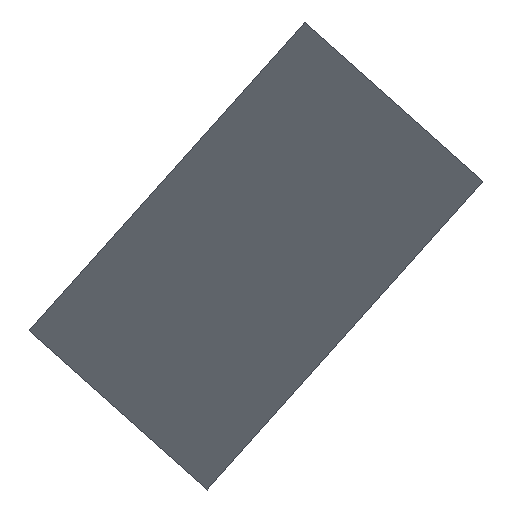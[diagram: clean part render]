
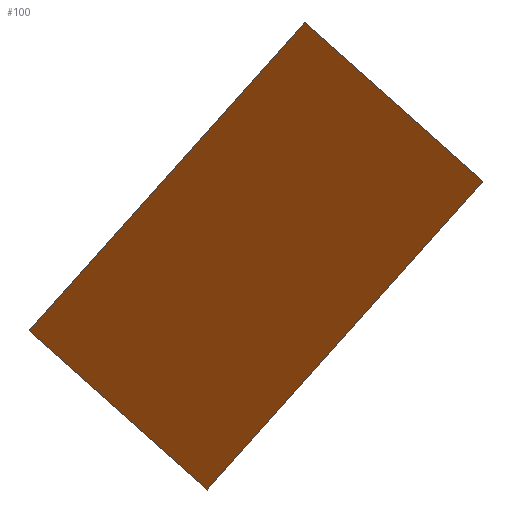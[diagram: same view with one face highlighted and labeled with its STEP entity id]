
A CAD part, front view. The second image highlights one B-rep face of the part: STEP entity #100.
In plain terms, the highlighted planar face has unit normal (-0.611, -0.399, -0.684).
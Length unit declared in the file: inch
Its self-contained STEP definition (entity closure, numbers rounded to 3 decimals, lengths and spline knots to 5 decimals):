
#14=FACE_OUTER_BOUND($,#20,.T.);
#20=EDGE_LOOP($,(#70,#71,#72,#73));
#26=LINE($,#145,#38);
#27=LINE($,#147,#39);
#28=LINE($,#149,#40);
#29=LINE($,#150,#41);
#38=VECTOR($,#119,0.21759);
#39=VECTOR($,#120,0.05);
#40=VECTOR($,#121,0.21759);
#41=VECTOR($,#122,0.05);
#50=VERTEX_POINT($,#143);
#51=VERTEX_POINT($,#144);
#52=VERTEX_POINT($,#146);
#53=VERTEX_POINT($,#148);
#58=EDGE_CURVE($,#50,#51,#26,.T.);
#59=EDGE_CURVE($,#51,#52,#27,.T.);
#60=EDGE_CURVE($,#53,#52,#28,.T.);
#61=EDGE_CURVE($,#50,#53,#29,.T.);
#70=ORIENTED_EDGE($,*,*,#58,.T.);
#71=ORIENTED_EDGE($,*,*,#59,.T.);
#72=ORIENTED_EDGE($,*,*,#60,.F.);
#73=ORIENTED_EDGE($,*,*,#61,.F.);
#94=PLANE($,#109);
#100=ADVANCED_FACE($,(#14),#94,.T.);
#109=AXIS2_PLACEMENT_3D($,#142,#117,#118);
#117=DIRECTION('center_axis',(-0.611,-0.399,-0.684));
#118=DIRECTION('ref_axis',(-0.266,0.917,-0.297));
#119=DIRECTION($,(-0.266,0.917,-0.297));
#120=DIRECTION($,(0.746,0.,-0.666));
#121=DIRECTION($,(-0.266,0.917,-0.297));
#122=DIRECTION($,(0.746,0.,-0.666));
#142=CARTESIAN_POINT('Origin',(0.,-0.22088,0.08));
#143=CARTESIAN_POINT('',(0.,-0.22088,0.08));
#144=CARTESIAN_POINT('',(-0.05777,-0.02133,0.01529));
#145=CARTESIAN_POINT($,(0.,-0.22088,0.08));
#146=CARTESIAN_POINT('',(-0.02048,-0.02133,-0.01801));
#147=CARTESIAN_POINT($,(-0.05777,-0.02133,0.01529));
#148=CARTESIAN_POINT('',(0.0373,-0.22088,0.0467));
#149=CARTESIAN_POINT($,(-0.02048,-0.02133,-0.01801));
#150=CARTESIAN_POINT($,(0.,-0.22088,0.08));
